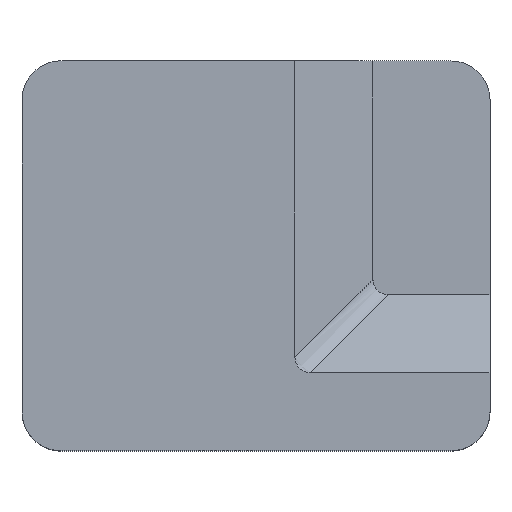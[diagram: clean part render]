
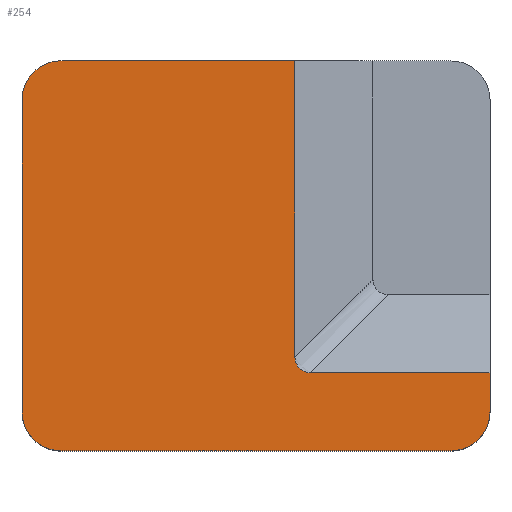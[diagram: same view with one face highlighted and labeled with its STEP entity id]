
A CAD part, top view. The second image highlights one B-rep face of the part: STEP entity #254.
In plain terms, the highlighted planar face has unit normal (0, 0, 1).
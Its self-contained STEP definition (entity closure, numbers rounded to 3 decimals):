
#20=CIRCLE('',#290,2.);
#21=CIRCLE('',#293,5.);
#22=CIRCLE('',#294,5.);
#23=CIRCLE('',#295,5.);
#33=FACE_OUTER_BOUND('',#47,.T.);
#47=EDGE_LOOP('',(#182,#183,#184,#185,#186,#187,#188,#189,#190,#191));
#60=LINE('',#393,#86);
#64=LINE('',#410,#90);
#66=LINE('',#414,#92);
#67=LINE('',#418,#93);
#68=LINE('',#422,#94);
#69=LINE('',#425,#95);
#86=VECTOR('',#317,10.);
#90=VECTOR('',#327,10.);
#92=VECTOR('',#331,10.);
#93=VECTOR('',#334,10.);
#94=VECTOR('',#337,10.);
#95=VECTOR('',#340,10.);
#112=VERTEX_POINT('',#390);
#113=VERTEX_POINT('',#392);
#115=VERTEX_POINT('',#403);
#117=VERTEX_POINT('',#409);
#118=VERTEX_POINT('',#413);
#119=VERTEX_POINT('',#415);
#120=VERTEX_POINT('',#417);
#121=VERTEX_POINT('',#419);
#122=VERTEX_POINT('',#421);
#123=VERTEX_POINT('',#423);
#136=EDGE_CURVE('',#113,#112,#60,.T.);
#139=EDGE_CURVE('',#115,#113,#20,.T.);
#142=EDGE_CURVE('',#117,#115,#64,.T.);
#144=EDGE_CURVE('',#112,#118,#66,.T.);
#145=EDGE_CURVE('',#118,#119,#21,.T.);
#146=EDGE_CURVE('',#119,#120,#67,.T.);
#147=EDGE_CURVE('',#120,#121,#22,.T.);
#148=EDGE_CURVE('',#121,#122,#68,.T.);
#149=EDGE_CURVE('',#122,#123,#23,.T.);
#150=EDGE_CURVE('',#123,#117,#69,.T.);
#182=ORIENTED_EDGE('',*,*,#142,.T.);
#183=ORIENTED_EDGE('',*,*,#139,.T.);
#184=ORIENTED_EDGE('',*,*,#136,.T.);
#185=ORIENTED_EDGE('',*,*,#144,.T.);
#186=ORIENTED_EDGE('',*,*,#145,.T.);
#187=ORIENTED_EDGE('',*,*,#146,.T.);
#188=ORIENTED_EDGE('',*,*,#147,.T.);
#189=ORIENTED_EDGE('',*,*,#148,.T.);
#190=ORIENTED_EDGE('',*,*,#149,.T.);
#191=ORIENTED_EDGE('',*,*,#150,.T.);
#244=PLANE('',#292);
#254=ADVANCED_FACE('',(#33),#244,.T.);
#290=AXIS2_PLACEMENT_3D('',#404,#321,#322);
#292=AXIS2_PLACEMENT_3D('',#412,#329,#330);
#293=AXIS2_PLACEMENT_3D('',#416,#332,#333);
#294=AXIS2_PLACEMENT_3D('',#420,#335,#336);
#295=AXIS2_PLACEMENT_3D('',#424,#338,#339);
#317=DIRECTION('',(0.,1.,0.));
#321=DIRECTION('center_axis',(0.,0.,-1.));
#322=DIRECTION('ref_axis',(0.707,0.707,0.));
#327=DIRECTION('',(-1.,0.,0.));
#329=DIRECTION('center_axis',(0.,0.,1.));
#330=DIRECTION('ref_axis',(0.,-1.,0.));
#331=DIRECTION('',(-1.,0.,0.));
#332=DIRECTION('center_axis',(0.,0.,1.));
#333=DIRECTION('ref_axis',(0.,1.,0.));
#334=DIRECTION('',(0.,-1.,0.));
#335=DIRECTION('center_axis',(0.,0.,1.));
#336=DIRECTION('ref_axis',(-1.,0.,0.));
#337=DIRECTION('',(1.,0.,0.));
#338=DIRECTION('center_axis',(0.,0.,1.));
#339=DIRECTION('ref_axis',(0.,-1.,0.));
#340=DIRECTION('',(0.,1.,0.));
#390=CARTESIAN_POINT('',(5.,25.,30.));
#392=CARTESIAN_POINT('',(5.,-13.,30.));
#393=CARTESIAN_POINT('',(5.,12.5,30.));
#403=CARTESIAN_POINT('',(7.,-15.,30.));
#404=CARTESIAN_POINT('Origin',(7.,-13.,30.));
#409=CARTESIAN_POINT('',(30.,-15.,30.));
#410=CARTESIAN_POINT('',(8.5,-15.,30.));
#412=CARTESIAN_POINT('Origin',(0.,0.,30.));
#413=CARTESIAN_POINT('',(-25.,25.,30.));
#414=CARTESIAN_POINT('',(25.,25.,30.));
#415=CARTESIAN_POINT('',(-30.,20.,30.));
#416=CARTESIAN_POINT('Origin',(-25.,20.,30.));
#417=CARTESIAN_POINT('',(-30.,-20.,30.));
#418=CARTESIAN_POINT('',(-30.,20.,30.));
#419=CARTESIAN_POINT('',(-25.,-25.,30.));
#420=CARTESIAN_POINT('Origin',(-25.,-20.,30.));
#421=CARTESIAN_POINT('',(25.,-25.,30.));
#422=CARTESIAN_POINT('',(-25.,-25.,30.));
#423=CARTESIAN_POINT('',(30.,-20.,30.));
#424=CARTESIAN_POINT('Origin',(25.,-20.,30.));
#425=CARTESIAN_POINT('',(30.,-20.,30.));
